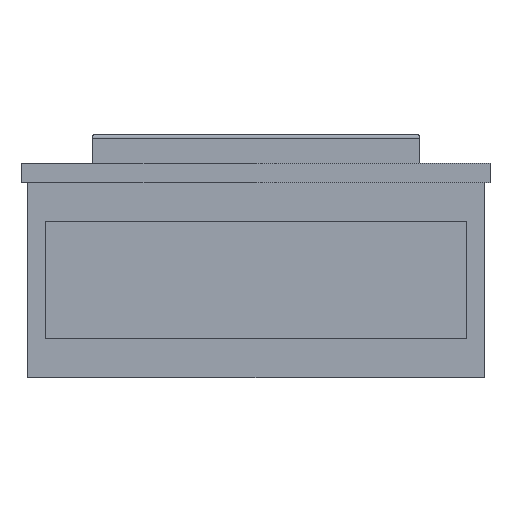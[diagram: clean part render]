
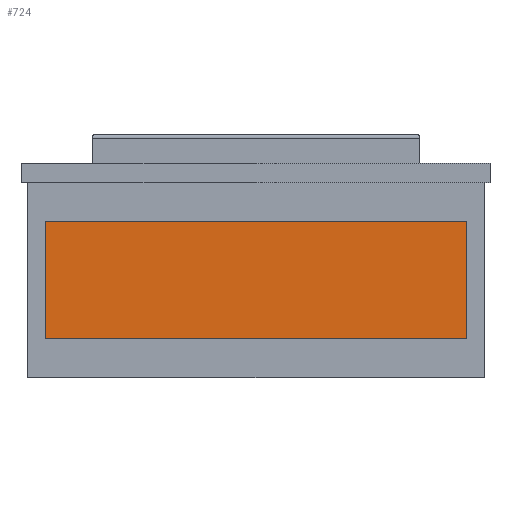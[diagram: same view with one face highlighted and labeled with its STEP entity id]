
A CAD part, front view. The second image highlights one B-rep face of the part: STEP entity #724.
In plain terms, the highlighted planar face has unit normal (0, -1, 0).
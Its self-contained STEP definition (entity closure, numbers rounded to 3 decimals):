
#52=LINE('',#1068,#132);
#58=LINE('',#1083,#138);
#110=LINE('',#1201,#190);
#111=LINE('',#1202,#191);
#132=VECTOR('',#857,1000.);
#138=VECTOR('',#869,1000.);
#190=VECTOR('',#987,1000.);
#191=VECTOR('',#988,1000.);
#354=ORIENTED_EDGE('',*,*,#428,.T.);
#355=ORIENTED_EDGE('',*,*,#488,.F.);
#356=ORIENTED_EDGE('',*,*,#421,.F.);
#357=ORIENTED_EDGE('',*,*,#489,.T.);
#421=EDGE_CURVE('',#516,#517,#52,.T.);
#428=EDGE_CURVE('',#523,#522,#58,.T.);
#488=EDGE_CURVE('',#517,#522,#110,.T.);
#489=EDGE_CURVE('',#516,#523,#111,.T.);
#516=VERTEX_POINT('',#1067);
#517=VERTEX_POINT('',#1069);
#522=VERTEX_POINT('',#1082);
#523=VERTEX_POINT('',#1084);
#608=EDGE_LOOP('',(#354,#355,#356,#357));
#652=FACE_BOUND('',#608,.T.);
#687=PLANE('',#795);
#724=ADVANCED_FACE('',(#652),#687,.F.);
#795=AXIS2_PLACEMENT_3D('',#1200,#985,#986);
#857=DIRECTION('',(1.,0.,0.));
#869=DIRECTION('',(1.,0.,0.));
#985=DIRECTION('',(0.,1.,0.));
#986=DIRECTION('',(-1.,0.,0.));
#987=DIRECTION('',(0.,0.,-1.));
#988=DIRECTION('',(0.,0.,-1.));
#1067=CARTESIAN_POINT('',(-54.,-124.5,-10.));
#1068=CARTESIAN_POINT('',(-54.,-124.5,-10.));
#1069=CARTESIAN_POINT('',(54.,-124.5,-10.));
#1082=CARTESIAN_POINT('',(54.,-124.5,-40.));
#1083=CARTESIAN_POINT('',(-54.,-124.5,-40.));
#1084=CARTESIAN_POINT('',(-54.,-124.5,-40.));
#1200=CARTESIAN_POINT('',(-54.,-124.5,-10.));
#1201=CARTESIAN_POINT('',(54.,-124.5,-10.));
#1202=CARTESIAN_POINT('',(-54.,-124.5,-10.));
